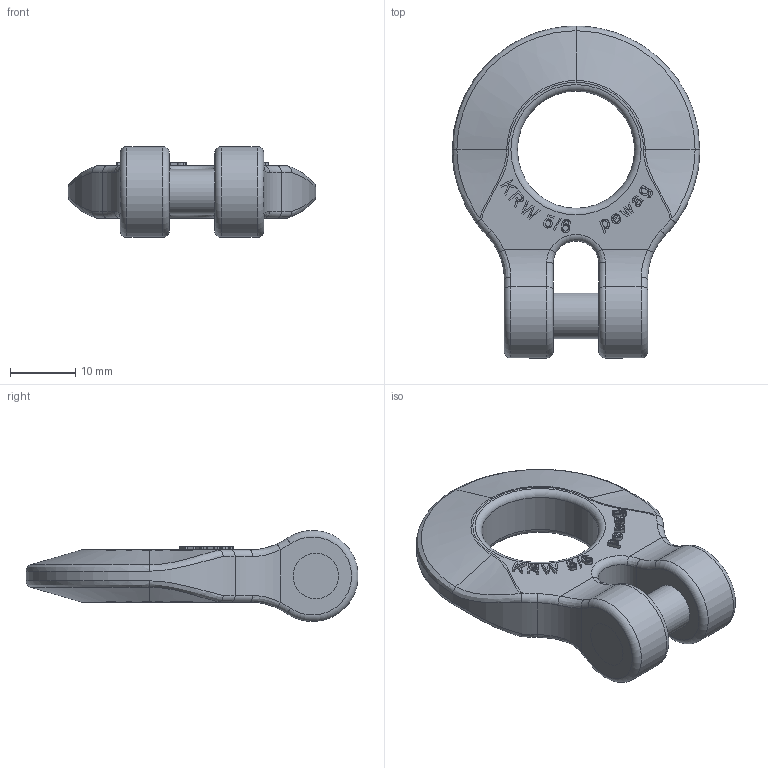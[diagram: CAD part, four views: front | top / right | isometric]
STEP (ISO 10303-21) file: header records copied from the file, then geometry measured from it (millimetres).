
FILE_DESCRIPTION(/* description */ (''),/* implementation_level */ '2;1');
FILE_NAME(/* name */ 'pewag_KRW_5-6',/* time_stamp */ '2010-02-01T14:46:03+01:00',/* author */ (''),/* organization */ (''),/* preprocessor_version */ 'ST-DEVELOPER v9',/* originating_system */ 'UGS - NX 4.0',/* authorisation */ '');
FILE_SCHEMA (('AUTOMOTIVE_DESIGN { 1 0 10303 214 1 1 1 1 }'));
Length unit declared in the file: millimetre
Products named in the file (1): ritFF9F5fvx
Bounding box: 38 x 50.97 x 13.95 mm (x, y, z)
Volume: 8197.5 mm3; surface area: 4567.6 mm2
Topology: 2 solids, 2 shells, 273 faces, 716 edges, 464 vertices
Faces by surface type: plane 102, extrusion 101, bspline 32, torus 24, cylinder 14
Full cylindrical faces by diameter (mm): 7 x3, 18 x1
Entity records: 10048 total; most frequent: CARTESIAN_POINT 4068, ORIENTED_EDGE 1416, DIRECTION 824, EDGE_CURVE 708, VERTEX_POINT 462, B_SPLINE_CURVE_WITH_KNOTS 454, VECTOR 370, EDGE_LOOP 302
